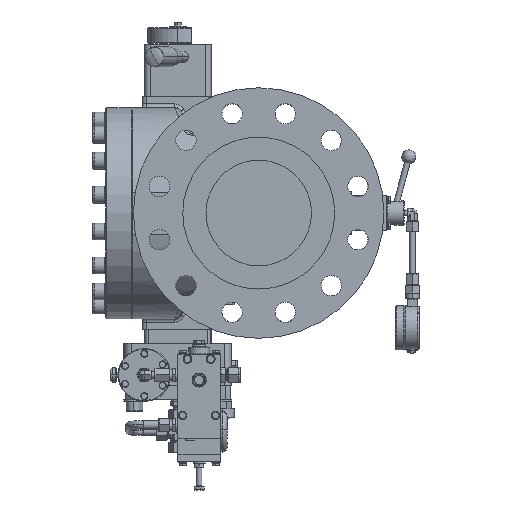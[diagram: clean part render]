
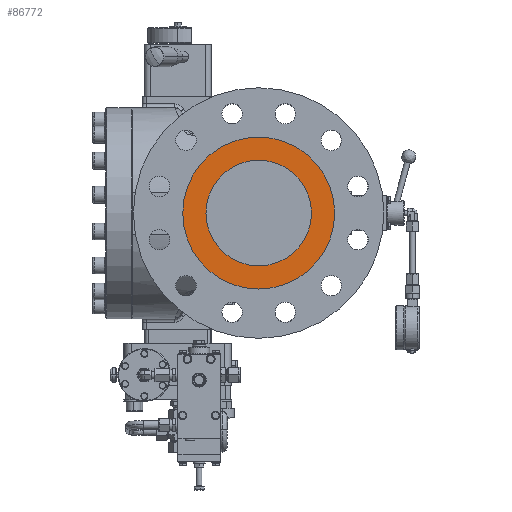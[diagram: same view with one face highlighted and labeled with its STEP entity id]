
A CAD part, left-side view. The second image highlights one B-rep face of the part: STEP entity #86772.
In plain terms, the highlighted planar face has unit normal (-1, 0, 0).
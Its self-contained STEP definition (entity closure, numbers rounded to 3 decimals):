
#553 = EDGE_LOOP ( 'NONE', ( #70398, #31946 ) ) ;
#1451 = CARTESIAN_POINT ( 'NONE',  ( -351.372, -568.37, 470. ) ) ;
#3316 = PLANE ( 'NONE',  #69529 ) ;
#4228 = CARTESIAN_POINT ( 'NONE',  ( -351.372, -568.37, 577.95 ) ) ;
#7333 = AXIS2_PLACEMENT_3D ( 'NONE', #57721, #14296, #88094 ) ;
#9144 = EDGE_CURVE ( 'NONE', #69309, #88309, #45510, .T. ) ;
#14296 = DIRECTION ( 'NONE',  ( -1., 0., 0. ) ) ;
#19121 = CARTESIAN_POINT ( 'NONE',  ( -351.372, -568.37, 362.05 ) ) ;
#19524 = AXIS2_PLACEMENT_3D ( 'NONE', #1451, #59526, #37527 ) ;
#26572 = CARTESIAN_POINT ( 'NONE',  ( -351.372, -568.37, 545. ) ) ;
#27310 = EDGE_CURVE ( 'NONE', #69860, #77836, #41196, .T. ) ;
#31946 = ORIENTED_EDGE ( 'NONE', *, *, #9144, .F. ) ;
#32006 = CARTESIAN_POINT ( 'NONE',  ( -351.372, -568.37, 470. ) ) ;
#32463 = CARTESIAN_POINT ( 'NONE',  ( -351.372, -568.37, 470. ) ) ;
#34181 = CARTESIAN_POINT ( 'NONE',  ( -351.372, -568.37, 470. ) ) ;
#34799 = ORIENTED_EDGE ( 'NONE', *, *, #27310, .F. ) ;
#37527 = DIRECTION ( 'NONE',  ( 0., 0., 1. ) ) ;
#41196 = CIRCLE ( 'NONE', #65859, 107.95 ) ;
#41491 = DIRECTION ( 'NONE',  ( 1., 0., 0. ) ) ;
#45510 = CIRCLE ( 'NONE', #19524, 75. ) ;
#48669 = AXIS2_PLACEMENT_3D ( 'NONE', #32463, #83307, #75014 ) ;
#54793 = FACE_OUTER_BOUND ( 'NONE', #71630, .T. ) ;
#57721 = CARTESIAN_POINT ( 'NONE',  ( -351.372, -568.37, 470. ) ) ;
#59526 = DIRECTION ( 'NONE',  ( -1., 0., 0. ) ) ;
#62286 = EDGE_CURVE ( 'NONE', #88309, #69309, #83056, .T. ) ;
#62294 = DIRECTION ( 'NONE',  ( 1., 0., 0. ) ) ;
#63424 = CIRCLE ( 'NONE', #48669, 107.95 ) ;
#65859 = AXIS2_PLACEMENT_3D ( 'NONE', #34181, #41491, #92967 ) ;
#69309 = VERTEX_POINT ( 'NONE', #70286 ) ;
#69529 = AXIS2_PLACEMENT_3D ( 'NONE', #32006, #62294, #76132 ) ;
#69860 = VERTEX_POINT ( 'NONE', #19121 ) ;
#70286 = CARTESIAN_POINT ( 'NONE',  ( -351.372, -568.37, 395. ) ) ;
#70398 = ORIENTED_EDGE ( 'NONE', *, *, #62286, .F. ) ;
#71630 = EDGE_LOOP ( 'NONE', ( #85394, #34799 ) ) ;
#75014 = DIRECTION ( 'NONE',  ( 0., 0., 1. ) ) ;
#76132 = DIRECTION ( 'NONE',  ( 0., 0., -1. ) ) ;
#77836 = VERTEX_POINT ( 'NONE', #4228 ) ;
#79208 = EDGE_CURVE ( 'NONE', #77836, #69860, #63424, .T. ) ;
#83056 = CIRCLE ( 'NONE', #7333, 75. ) ;
#83307 = DIRECTION ( 'NONE',  ( 1., 0., 0. ) ) ;
#85394 = ORIENTED_EDGE ( 'NONE', *, *, #79208, .F. ) ;
#86772 = ADVANCED_FACE ( 'Defeature ausgef�hrt2_446', ( #87600, #54793 ), #3316, .F. ) ;
#87600 = FACE_BOUND ( 'NONE', #553, .T. ) ;
#88094 = DIRECTION ( 'NONE',  ( 0., 0., 1. ) ) ;
#88309 = VERTEX_POINT ( 'NONE', #26572 ) ;
#92967 = DIRECTION ( 'NONE',  ( 0., 0., 1. ) ) ;
